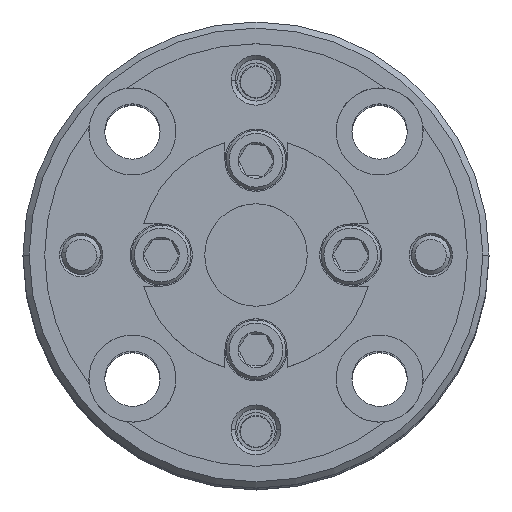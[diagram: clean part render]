
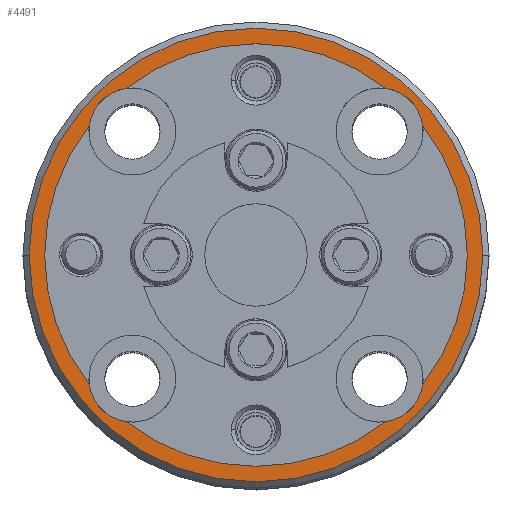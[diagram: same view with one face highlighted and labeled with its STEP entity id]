
A CAD part, top view. The second image highlights one B-rep face of the part: STEP entity #4491.
In plain terms, the highlighted planar face has unit normal (0, 0, 1).
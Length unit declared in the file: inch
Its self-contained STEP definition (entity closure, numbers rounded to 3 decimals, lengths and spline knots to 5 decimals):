
#240 = FACE_OUTER_BOUND ( 'NONE', #21007, .T. ) ;
#359 = ORIENTED_EDGE ( 'NONE', *, *, #26840, .F. ) ;
#424 = AXIS2_PLACEMENT_3D ( 'NONE', #12362, #30291, #12517 ) ;
#506 = DIRECTION ( 'NONE',  ( 1., 0., 0. ) ) ;
#1421 = ORIENTED_EDGE ( 'NONE', *, *, #30400, .F. ) ;
#1630 = DIRECTION ( 'NONE',  ( 0., 0., 1. ) ) ;
#2315 = AXIS2_PLACEMENT_3D ( 'NONE', #9593, #6937, #22203 ) ;
#2619 = EDGE_CURVE ( 'NONE', #31906, #28764, #26595, .T. ) ;
#2913 = CARTESIAN_POINT ( 'NONE',  ( -1.78466, 0.76337, 1.61944 ) ) ;
#3512 = EDGE_CURVE ( 'NONE', #9106, #23250, #11735, .T. ) ;
#3543 = ORIENTED_EDGE ( 'NONE', *, *, #4339, .F. ) ;
#4098 = DIRECTION ( 'NONE',  ( 1., 0., 0. ) ) ;
#4339 = EDGE_CURVE ( 'NONE', #5363, #31906, #32236, .T. ) ;
#4473 = DIRECTION ( 'NONE',  ( 0., 0., 1. ) ) ;
#4491 = ADVANCED_FACE ( 'NONE', ( #18186, #240 ), #27783, .T. ) ;
#5267 = AXIS2_PLACEMENT_3D ( 'NONE', #28864, #21298, #8556 ) ;
#5363 = VERTEX_POINT ( 'NONE', #16114 ) ;
#5684 = CARTESIAN_POINT ( 'NONE',  ( -2.1926, 0.29637, 1.61944 ) ) ;
#6792 = AXIS2_PLACEMENT_3D ( 'NONE', #20501, #12748, #8103 ) ;
#6929 = CARTESIAN_POINT ( 'NONE',  ( -1.72559, 0.28618, 1.61944 ) ) ;
#6937 = DIRECTION ( 'NONE',  ( 0., 0., 1. ) ) ;
#8103 = DIRECTION ( 'NONE',  ( 1., 0., 0. ) ) ;
#8431 = CIRCLE ( 'NONE', #5267, 0.365 ) ;
#8531 = CIRCLE ( 'NONE', #19112, 0.34 ) ;
#8556 = DIRECTION ( 'NONE',  ( 1., 0., 0. ) ) ;
#8811 = CARTESIAN_POINT ( 'NONE',  ( -1.72559, 0.7043, 1.61944 ) ) ;
#9106 = VERTEX_POINT ( 'NONE', #13552 ) ;
#9593 = CARTESIAN_POINT ( 'NONE',  ( -1.99372, 0.49524, 1.61944 ) ) ;
#10066 = VERTEX_POINT ( 'NONE', #2913 ) ;
#10155 = EDGE_LOOP ( 'NONE', ( #22578, #359, #30773, #18757, #31006, #3543, #10186, #1421, #20138 ) ) ;
#10186 = ORIENTED_EDGE ( 'NONE', *, *, #20465, .F. ) ;
#10432 = EDGE_CURVE ( 'NONE', #16095, #19625, #25166, .T. ) ;
#11735 = CIRCLE ( 'NONE', #15946, 0.34 ) ;
#11943 = CARTESIAN_POINT ( 'NONE',  ( -1.79485, 0.29637, 1.61944 ) ) ;
#12120 = CARTESIAN_POINT ( 'NONE',  ( -1.65372, 0.49524, 1.61944 ) ) ;
#12280 = DIRECTION ( 'NONE',  ( 0., 0., 1. ) ) ;
#12355 = CARTESIAN_POINT ( 'NONE',  ( -2.35872, 0.49524, 1.61944 ) ) ;
#12362 = CARTESIAN_POINT ( 'NONE',  ( -1.99372, 0.49524, 1.61944 ) ) ;
#12517 = DIRECTION ( 'NONE',  ( 1., 0., 0. ) ) ;
#12598 = DIRECTION ( 'NONE',  ( 1., 0., 0. ) ) ;
#12748 = DIRECTION ( 'NONE',  ( 0., 0., 1. ) ) ;
#13552 = CARTESIAN_POINT ( 'NONE',  ( -2.26185, 0.7043, 1.61944 ) ) ;
#13776 = AXIS2_PLACEMENT_3D ( 'NONE', #5684, #15801, #26611 ) ;
#14623 = CARTESIAN_POINT ( 'NONE',  ( -1.99372, 0.49524, 1.61944 ) ) ;
#15027 = ORIENTED_EDGE ( 'NONE', *, *, #10432, .T. ) ;
#15213 = DIRECTION ( 'NONE',  ( 0., 0., 1. ) ) ;
#15801 = DIRECTION ( 'NONE',  ( 0., 0., 1. ) ) ;
#15946 = AXIS2_PLACEMENT_3D ( 'NONE', #24919, #12280, #22432 ) ;
#16095 = VERTEX_POINT ( 'NONE', #21586 ) ;
#16114 = CARTESIAN_POINT ( 'NONE',  ( -1.78466, 0.22711, 1.61944 ) ) ;
#16431 = DIRECTION ( 'NONE',  ( 1., 0., 0. ) ) ;
#16734 = VERTEX_POINT ( 'NONE', #29252 ) ;
#17871 = VERTEX_POINT ( 'NONE', #27205 ) ;
#18186 = FACE_BOUND ( 'NONE', #10155, .T. ) ;
#18437 = AXIS2_PLACEMENT_3D ( 'NONE', #18908, #28947, #16431 ) ;
#18757 = ORIENTED_EDGE ( 'NONE', *, *, #23463, .F. ) ;
#18908 = CARTESIAN_POINT ( 'NONE',  ( -1.79485, 0.69412, 1.61944 ) ) ;
#19015 = CIRCLE ( 'NONE', #424, 0.34 ) ;
#19112 = AXIS2_PLACEMENT_3D ( 'NONE', #30372, #24586, #12598 ) ;
#19625 = VERTEX_POINT ( 'NONE', #12355 ) ;
#20138 = ORIENTED_EDGE ( 'NONE', *, *, #3512, .F. ) ;
#20465 = EDGE_CURVE ( 'NONE', #17871, #5363, #8531, .T. ) ;
#20501 = CARTESIAN_POINT ( 'NONE',  ( -1.99372, 0.49524, 1.61944 ) ) ;
#20537 = CIRCLE ( 'NONE', #22135, 0.34 ) ;
#21007 = EDGE_LOOP ( 'NONE', ( #21706, #15027 ) ) ;
#21298 = DIRECTION ( 'NONE',  ( 0., 0., 1. ) ) ;
#21586 = CARTESIAN_POINT ( 'NONE',  ( -1.62872, 0.49524, 1.61944 ) ) ;
#21706 = ORIENTED_EDGE ( 'NONE', *, *, #27862, .T. ) ;
#22135 = AXIS2_PLACEMENT_3D ( 'NONE', #23954, #23616, #29113 ) ;
#22203 = DIRECTION ( 'NONE',  ( 1., 0., 0. ) ) ;
#22208 = AXIS2_PLACEMENT_3D ( 'NONE', #23633, #15213, #506 ) ;
#22331 = CARTESIAN_POINT ( 'NONE',  ( -2.26185, 0.28618, 1.61944 ) ) ;
#22432 = DIRECTION ( 'NONE',  ( 1., 0., 0. ) ) ;
#22578 = ORIENTED_EDGE ( 'NONE', *, *, #26033, .F. ) ;
#23250 = VERTEX_POINT ( 'NONE', #22331 ) ;
#23463 = EDGE_CURVE ( 'NONE', #28764, #26501, #20537, .T. ) ;
#23616 = DIRECTION ( 'NONE',  ( 0., 0., 1. ) ) ;
#23633 = CARTESIAN_POINT ( 'NONE',  ( -2.1926, 0.69412, 1.61944 ) ) ;
#23871 = CIRCLE ( 'NONE', #13776, 0.07 ) ;
#23946 = AXIS2_PLACEMENT_3D ( 'NONE', #14623, #4473, #24771 ) ;
#23954 = CARTESIAN_POINT ( 'NONE',  ( -1.99372, 0.49524, 1.61944 ) ) ;
#24317 = CIRCLE ( 'NONE', #18437, 0.07 ) ;
#24586 = DIRECTION ( 'NONE',  ( 0., 0., 1. ) ) ;
#24771 = DIRECTION ( 'NONE',  ( 1., 0., 0. ) ) ;
#24919 = CARTESIAN_POINT ( 'NONE',  ( -1.99372, 0.49524, 1.61944 ) ) ;
#25166 = CIRCLE ( 'NONE', #2315, 0.365 ) ;
#26033 = EDGE_CURVE ( 'NONE', #16734, #9106, #28602, .T. ) ;
#26501 = VERTEX_POINT ( 'NONE', #8811 ) ;
#26502 = EDGE_CURVE ( 'NONE', #26501, #10066, #24317, .T. ) ;
#26595 = CIRCLE ( 'NONE', #23946, 0.34 ) ;
#26611 = DIRECTION ( 'NONE',  ( 1., 0., 0. ) ) ;
#26840 = EDGE_CURVE ( 'NONE', #10066, #16734, #19015, .T. ) ;
#26990 = AXIS2_PLACEMENT_3D ( 'NONE', #11943, #1630, #4098 ) ;
#27205 = CARTESIAN_POINT ( 'NONE',  ( -2.20278, 0.22711, 1.61944 ) ) ;
#27783 = PLANE ( 'NONE',  #6792 ) ;
#27862 = EDGE_CURVE ( 'NONE', #19625, #16095, #8431, .T. ) ;
#28602 = CIRCLE ( 'NONE', #22208, 0.07 ) ;
#28764 = VERTEX_POINT ( 'NONE', #12120 ) ;
#28864 = CARTESIAN_POINT ( 'NONE',  ( -1.99372, 0.49524, 1.61944 ) ) ;
#28947 = DIRECTION ( 'NONE',  ( 0., 0., 1. ) ) ;
#29113 = DIRECTION ( 'NONE',  ( 1., 0., 0. ) ) ;
#29252 = CARTESIAN_POINT ( 'NONE',  ( -2.20278, 0.76337, 1.61944 ) ) ;
#30291 = DIRECTION ( 'NONE',  ( 0., 0., 1. ) ) ;
#30372 = CARTESIAN_POINT ( 'NONE',  ( -1.99372, 0.49524, 1.61944 ) ) ;
#30400 = EDGE_CURVE ( 'NONE', #23250, #17871, #23871, .T. ) ;
#30773 = ORIENTED_EDGE ( 'NONE', *, *, #26502, .F. ) ;
#31006 = ORIENTED_EDGE ( 'NONE', *, *, #2619, .F. ) ;
#31906 = VERTEX_POINT ( 'NONE', #6929 ) ;
#32236 = CIRCLE ( 'NONE', #26990, 0.07 ) ;
